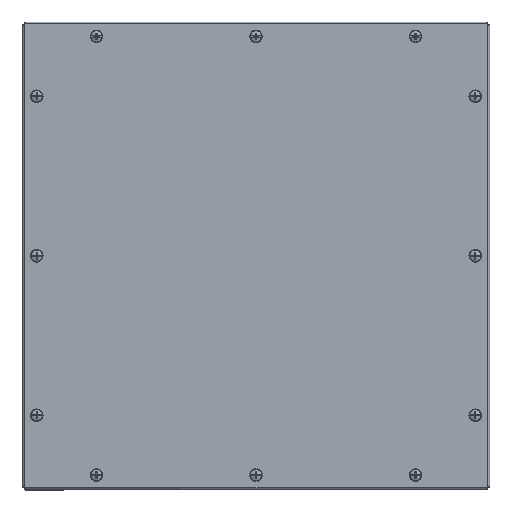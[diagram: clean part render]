
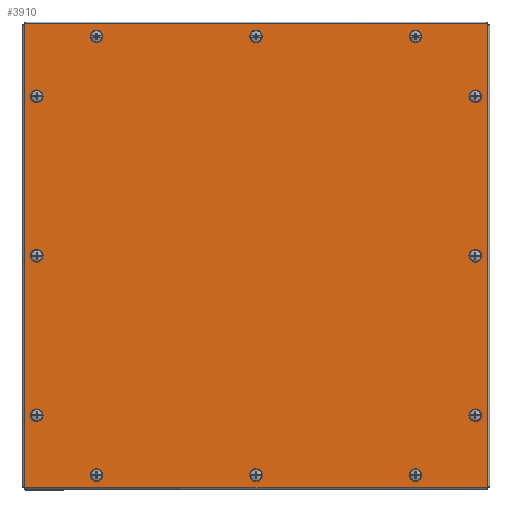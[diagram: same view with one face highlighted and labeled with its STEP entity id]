
A CAD part, top view. The second image highlights one B-rep face of the part: STEP entity #3910.
In plain terms, the highlighted planar face has unit normal (0, 0, 1).
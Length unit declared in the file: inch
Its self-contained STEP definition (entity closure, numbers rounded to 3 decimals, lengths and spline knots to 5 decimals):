
#328=PLANE('',#4195);
#585=LINE('',#6678,#855);
#591=LINE('',#6699,#861);
#595=LINE('',#6710,#865);
#596=LINE('',#6712,#866);
#855=VECTOR('',#4912,15.9375);
#861=VECTOR('',#4932,15.9375);
#865=VECTOR('',#4946,15.9375);
#866=VECTOR('',#4949,15.9375);
#1037=FACE_BOUND('',#1475,.T.);
#1038=FACE_BOUND('',#1476,.T.);
#1039=FACE_BOUND('',#1477,.T.);
#1040=FACE_BOUND('',#1478,.T.);
#1041=FACE_BOUND('',#1479,.T.);
#1042=FACE_BOUND('',#1480,.T.);
#1043=FACE_BOUND('',#1481,.T.);
#1044=FACE_BOUND('',#1482,.T.);
#1045=FACE_BOUND('',#1483,.T.);
#1046=FACE_BOUND('',#1484,.T.);
#1047=FACE_BOUND('',#1485,.T.);
#1048=FACE_BOUND('',#1486,.T.);
#1202=FACE_OUTER_BOUND('',#1474,.T.);
#1474=EDGE_LOOP('',(#3127,#3128,#3129,#3130,#3131,#3132,#3133,#3134));
#1475=EDGE_LOOP('',(#3135));
#1476=EDGE_LOOP('',(#3136));
#1477=EDGE_LOOP('',(#3137));
#1478=EDGE_LOOP('',(#3138));
#1479=EDGE_LOOP('',(#3139));
#1480=EDGE_LOOP('',(#3140));
#1481=EDGE_LOOP('',(#3141));
#1482=EDGE_LOOP('',(#3142));
#1483=EDGE_LOOP('',(#3143));
#1484=EDGE_LOOP('',(#3144));
#1485=EDGE_LOOP('',(#3145));
#1486=EDGE_LOOP('',(#3146));
#1670=CIRCLE('',#4144,0.14063);
#1672=CIRCLE('',#4147,0.14063);
#1674=CIRCLE('',#4150,0.14063);
#1676=CIRCLE('',#4153,0.14063);
#1678=CIRCLE('',#4156,0.14063);
#1680=CIRCLE('',#4159,0.14063);
#1682=CIRCLE('',#4162,0.14063);
#1684=CIRCLE('',#4165,0.14063);
#1686=CIRCLE('',#4168,0.14063);
#1688=CIRCLE('',#4171,0.14063);
#1690=CIRCLE('',#4174,0.14063);
#1692=CIRCLE('',#4177,0.14063);
#1693=CIRCLE('',#4179,0.03125);
#1698=CIRCLE('',#4187,0.03125);
#1699=CIRCLE('',#4190,0.03125);
#1700=CIRCLE('',#4192,0.03125);
#1924=VERTEX_POINT('',#6607);
#1926=VERTEX_POINT('',#6612);
#1928=VERTEX_POINT('',#6617);
#1930=VERTEX_POINT('',#6622);
#1932=VERTEX_POINT('',#6627);
#1934=VERTEX_POINT('',#6632);
#1936=VERTEX_POINT('',#6637);
#1938=VERTEX_POINT('',#6642);
#1940=VERTEX_POINT('',#6647);
#1942=VERTEX_POINT('',#6652);
#1944=VERTEX_POINT('',#6657);
#1946=VERTEX_POINT('',#6662);
#1947=VERTEX_POINT('',#6665);
#1948=VERTEX_POINT('',#6666);
#1952=VERTEX_POINT('',#6676);
#1958=VERTEX_POINT('',#6692);
#1959=VERTEX_POINT('',#6693);
#1960=VERTEX_POINT('',#6698);
#1961=VERTEX_POINT('',#6702);
#1962=VERTEX_POINT('',#6706);
#2340=EDGE_CURVE('',#1924,#1924,#1670,.T.);
#2342=EDGE_CURVE('',#1926,#1926,#1672,.T.);
#2344=EDGE_CURVE('',#1928,#1928,#1674,.T.);
#2346=EDGE_CURVE('',#1930,#1930,#1676,.T.);
#2348=EDGE_CURVE('',#1932,#1932,#1678,.T.);
#2350=EDGE_CURVE('',#1934,#1934,#1680,.T.);
#2352=EDGE_CURVE('',#1936,#1936,#1682,.T.);
#2354=EDGE_CURVE('',#1938,#1938,#1684,.T.);
#2356=EDGE_CURVE('',#1940,#1940,#1686,.T.);
#2358=EDGE_CURVE('',#1942,#1942,#1688,.T.);
#2360=EDGE_CURVE('',#1944,#1944,#1690,.T.);
#2362=EDGE_CURVE('',#1946,#1946,#1692,.T.);
#2363=EDGE_CURVE('',#1947,#1948,#1693,.T.);
#2369=EDGE_CURVE('',#1952,#1947,#585,.T.);
#2376=EDGE_CURVE('',#1958,#1959,#1698,.T.);
#2379=EDGE_CURVE('',#1959,#1960,#591,.T.);
#2381=EDGE_CURVE('',#1960,#1961,#1699,.T.);
#2383=EDGE_CURVE('',#1962,#1952,#1700,.T.);
#2385=EDGE_CURVE('',#1961,#1962,#595,.T.);
#2386=EDGE_CURVE('',#1948,#1958,#596,.T.);
#3127=ORIENTED_EDGE('',*,*,#2363,.F.);
#3128=ORIENTED_EDGE('',*,*,#2369,.F.);
#3129=ORIENTED_EDGE('',*,*,#2383,.F.);
#3130=ORIENTED_EDGE('',*,*,#2385,.F.);
#3131=ORIENTED_EDGE('',*,*,#2381,.F.);
#3132=ORIENTED_EDGE('',*,*,#2379,.F.);
#3133=ORIENTED_EDGE('',*,*,#2376,.F.);
#3134=ORIENTED_EDGE('',*,*,#2386,.F.);
#3135=ORIENTED_EDGE('',*,*,#2340,.T.);
#3136=ORIENTED_EDGE('',*,*,#2342,.T.);
#3137=ORIENTED_EDGE('',*,*,#2344,.T.);
#3138=ORIENTED_EDGE('',*,*,#2346,.T.);
#3139=ORIENTED_EDGE('',*,*,#2348,.T.);
#3140=ORIENTED_EDGE('',*,*,#2350,.T.);
#3141=ORIENTED_EDGE('',*,*,#2352,.T.);
#3142=ORIENTED_EDGE('',*,*,#2354,.T.);
#3143=ORIENTED_EDGE('',*,*,#2356,.T.);
#3144=ORIENTED_EDGE('',*,*,#2358,.T.);
#3145=ORIENTED_EDGE('',*,*,#2360,.T.);
#3146=ORIENTED_EDGE('',*,*,#2362,.T.);
#3910=ADVANCED_FACE('',(#1202,#1037,#1038,#1039,#1040,#1041,#1042,#1043,
#1044,#1045,#1046,#1047,#1048),#328,.T.);
#4144=AXIS2_PLACEMENT_3D('',#6608,#4832,#4833);
#4147=AXIS2_PLACEMENT_3D('',#6613,#4838,#4839);
#4150=AXIS2_PLACEMENT_3D('',#6618,#4844,#4845);
#4153=AXIS2_PLACEMENT_3D('',#6623,#4850,#4851);
#4156=AXIS2_PLACEMENT_3D('',#6628,#4856,#4857);
#4159=AXIS2_PLACEMENT_3D('',#6633,#4862,#4863);
#4162=AXIS2_PLACEMENT_3D('',#6638,#4868,#4869);
#4165=AXIS2_PLACEMENT_3D('',#6643,#4874,#4875);
#4168=AXIS2_PLACEMENT_3D('',#6648,#4880,#4881);
#4171=AXIS2_PLACEMENT_3D('',#6653,#4886,#4887);
#4174=AXIS2_PLACEMENT_3D('',#6658,#4892,#4893);
#4177=AXIS2_PLACEMENT_3D('',#6663,#4898,#4899);
#4179=AXIS2_PLACEMENT_3D('',#6667,#4902,#4903);
#4187=AXIS2_PLACEMENT_3D('',#6694,#4926,#4927);
#4190=AXIS2_PLACEMENT_3D('',#6703,#4936,#4937);
#4192=AXIS2_PLACEMENT_3D('',#6707,#4941,#4942);
#4195=AXIS2_PLACEMENT_3D('',#6713,#4950,#4951);
#4832=DIRECTION('center_axis',(0.,0.,-1.));
#4833=DIRECTION('ref_axis',(-1.,0.,0.));
#4838=DIRECTION('center_axis',(0.,0.,-1.));
#4839=DIRECTION('ref_axis',(-1.,0.,0.));
#4844=DIRECTION('center_axis',(0.,0.,-1.));
#4845=DIRECTION('ref_axis',(-1.,0.,0.));
#4850=DIRECTION('center_axis',(0.,0.,-1.));
#4851=DIRECTION('ref_axis',(-1.,0.,0.));
#4856=DIRECTION('center_axis',(0.,0.,-1.));
#4857=DIRECTION('ref_axis',(-1.,0.,0.));
#4862=DIRECTION('center_axis',(0.,0.,-1.));
#4863=DIRECTION('ref_axis',(-1.,0.,0.));
#4868=DIRECTION('center_axis',(0.,0.,-1.));
#4869=DIRECTION('ref_axis',(-1.,0.,0.));
#4874=DIRECTION('center_axis',(0.,0.,-1.));
#4875=DIRECTION('ref_axis',(-1.,0.,0.));
#4880=DIRECTION('center_axis',(0.,0.,-1.));
#4881=DIRECTION('ref_axis',(-1.,0.,0.));
#4886=DIRECTION('center_axis',(0.,0.,-1.));
#4887=DIRECTION('ref_axis',(-1.,0.,0.));
#4892=DIRECTION('center_axis',(0.,0.,-1.));
#4893=DIRECTION('ref_axis',(-1.,0.,0.));
#4898=DIRECTION('center_axis',(0.,0.,-1.));
#4899=DIRECTION('ref_axis',(-1.,0.,0.));
#4902=DIRECTION('center_axis',(0.,0.,-1.));
#4903=DIRECTION('ref_axis',(0.707,-0.707,0.));
#4912=DIRECTION('',(0.,-1.,0.));
#4926=DIRECTION('center_axis',(0.,0.,-1.));
#4927=DIRECTION('ref_axis',(-0.707,-0.707,0.));
#4932=DIRECTION('',(0.,1.,0.));
#4936=DIRECTION('center_axis',(0.,0.,-1.));
#4937=DIRECTION('ref_axis',(-0.707,0.707,0.));
#4941=DIRECTION('center_axis',(0.,0.,-1.));
#4942=DIRECTION('ref_axis',(0.707,0.707,0.));
#4946=DIRECTION('',(1.,0.,0.));
#4949=DIRECTION('',(-1.,0.,0.));
#4950=DIRECTION('center_axis',(0.,0.,1.));
#4951=DIRECTION('ref_axis',(1.,0.,0.));
#6607=CARTESIAN_POINT('',(-7.42187,-5.5,0.074));
#6608=CARTESIAN_POINT('Origin',(-7.5625,-5.5,0.074));
#6612=CARTESIAN_POINT('',(7.70313,-5.5,0.074));
#6613=CARTESIAN_POINT('Origin',(7.5625,-5.5,0.074));
#6617=CARTESIAN_POINT('',(-7.42188,0.,0.074));
#6618=CARTESIAN_POINT('Origin',(-7.5625,0.,
0.074));
#6622=CARTESIAN_POINT('',(7.70312,0.,0.074));
#6623=CARTESIAN_POINT('Origin',(7.5625,0.,
0.074));
#6627=CARTESIAN_POINT('',(5.64063,7.5625,0.074));
#6628=CARTESIAN_POINT('Origin',(5.5,7.5625,0.074));
#6632=CARTESIAN_POINT('',(5.64063,-7.5625,0.074));
#6633=CARTESIAN_POINT('Origin',(5.5,-7.5625,0.074));
#6637=CARTESIAN_POINT('',(0.14063,7.5625,0.074));
#6638=CARTESIAN_POINT('Origin',(0.,7.5625,0.074));
#6642=CARTESIAN_POINT('',(0.14063,-7.5625,0.074));
#6643=CARTESIAN_POINT('Origin',(0.,-7.5625,0.074));
#6647=CARTESIAN_POINT('',(-7.42188,5.5,0.074));
#6648=CARTESIAN_POINT('Origin',(-7.5625,5.5,0.074));
#6652=CARTESIAN_POINT('',(7.70312,5.5,0.074));
#6653=CARTESIAN_POINT('Origin',(7.5625,5.5,0.074));
#6657=CARTESIAN_POINT('',(-5.35938,7.5625,0.074));
#6658=CARTESIAN_POINT('Origin',(-5.5,7.5625,0.074));
#6662=CARTESIAN_POINT('',(-5.35938,-7.5625,0.074));
#6663=CARTESIAN_POINT('Origin',(-5.5,-7.5625,0.074));
#6665=CARTESIAN_POINT('',(8.,-7.96875,0.074));
#6666=CARTESIAN_POINT('',(7.96875,-8.,0.074));
#6667=CARTESIAN_POINT('Origin',(7.96875,-7.96875,0.074));
#6676=CARTESIAN_POINT('',(8.,7.96875,0.074));
#6678=CARTESIAN_POINT('',(8.,8.,0.074));
#6692=CARTESIAN_POINT('',(-7.96875,-8.,0.074));
#6693=CARTESIAN_POINT('',(-8.,-7.96875,0.074));
#6694=CARTESIAN_POINT('Origin',(-7.96875,-7.96875,0.074));
#6698=CARTESIAN_POINT('',(-8.,7.96875,0.074));
#6699=CARTESIAN_POINT('',(-8.,-8.,0.074));
#6702=CARTESIAN_POINT('',(-7.96875,8.,0.074));
#6703=CARTESIAN_POINT('Origin',(-7.96875,7.96875,0.074));
#6706=CARTESIAN_POINT('',(7.96875,8.,0.074));
#6707=CARTESIAN_POINT('Origin',(7.96875,7.96875,0.074));
#6710=CARTESIAN_POINT('',(-8.,8.,0.074));
#6712=CARTESIAN_POINT('',(8.,-8.,0.074));
#6713=CARTESIAN_POINT('Origin',(0.,0.,
0.074));
